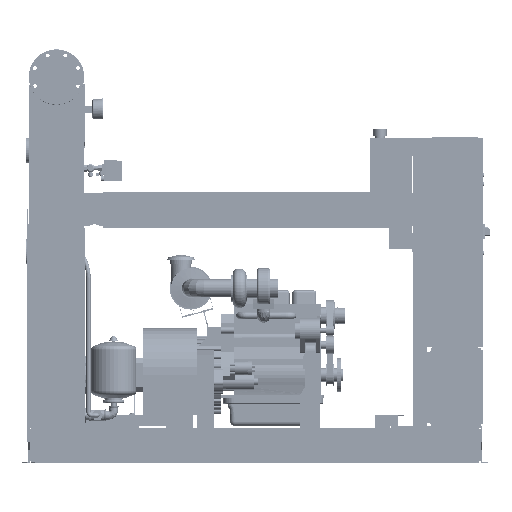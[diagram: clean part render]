
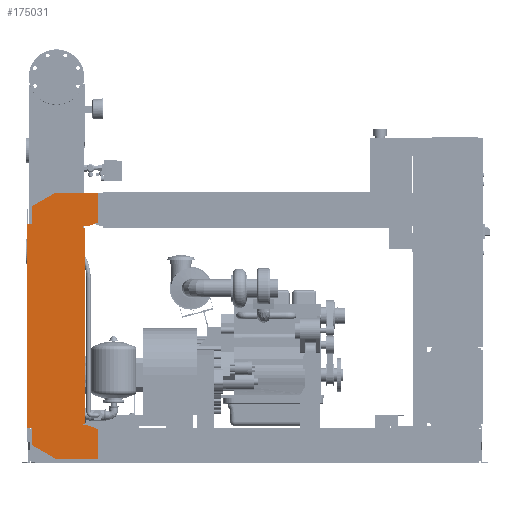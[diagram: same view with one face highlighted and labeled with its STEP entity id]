
A CAD part, front view. The second image highlights one B-rep face of the part: STEP entity #175031.
In plain terms, the highlighted free-form (B-spline) face has degree [1, 1] with [2, 2] control points.
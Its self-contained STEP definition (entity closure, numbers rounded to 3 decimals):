
#174516=CARTESIAN_POINT('',(-111.0,-463.5,1076.0));
#174517=VERTEX_POINT('',#174516);
#174524=CARTESIAN_POINT('',(-111.0,-463.5,1153.378));
#174525=VERTEX_POINT('',#174524);
#174526=CARTESIAN_POINT('',(-111.0,-463.5,1076.0));
#174527=DIRECTION('',(0.0,0.0,1.0));
#174528=VECTOR('',#174527,77.378);
#174529=LINE('',#174526,#174528);
#174530=EDGE_CURVE('',#174517,#174525,#174529,.T.);
#174548=CARTESIAN_POINT('',(-6.0,-463.5,1214.0));
#174549=VERTEX_POINT('',#174548);
#174550=CARTESIAN_POINT('',(-111.0,-463.5,1153.378));
#174551=DIRECTION('',(0.866,0.0,0.5));
#174552=VECTOR('',#174551,121.244);
#174553=LINE('',#174550,#174552);
#174554=EDGE_CURVE('',#174525,#174549,#174553,.T.);
#174572=CARTESIAN_POINT('',(186.0,-463.5,1214.0));
#174573=VERTEX_POINT('',#174572);
#174574=CARTESIAN_POINT('',(-6.0,-463.5,1214.0));
#174575=DIRECTION('',(1.0,0.0,0.0));
#174576=VECTOR('',#174575,192.0);
#174577=LINE('',#174574,#174576);
#174578=EDGE_CURVE('',#174549,#174573,#174577,.T.);
#174596=CARTESIAN_POINT('',(186.,-463.5,1080.379));
#174597=VERTEX_POINT('',#174596);
#174598=CARTESIAN_POINT('',(186.0,-463.5,1214.0));
#174599=DIRECTION('',(0.0,0.0,-1.0));
#174600=VECTOR('',#174599,133.621);
#174601=LINE('',#174598,#174600);
#174602=EDGE_CURVE('',#174573,#174597,#174601,.T.);
#174620=CARTESIAN_POINT('',(141.,-463.5,1064.0));
#174621=VERTEX_POINT('',#174620);
#174622=CARTESIAN_POINT('',(186.,-463.5,1080.379));
#174623=DIRECTION('',(-0.94,0.0,-0.342));
#174624=VECTOR('',#174623,47.888);
#174625=LINE('',#174622,#174624);
#174626=EDGE_CURVE('',#174597,#174621,#174625,.T.);
#174644=CARTESIAN_POINT('',(121.,-463.5,1064.0));
#174645=VERTEX_POINT('',#174644);
#174646=CARTESIAN_POINT('',(141.,-463.5,1064.0));
#174647=DIRECTION('',(-1.0,0.0,0.0));
#174648=VECTOR('',#174647,20.0);
#174649=LINE('',#174646,#174648);
#174650=EDGE_CURVE('',#174621,#174645,#174649,.T.);
#174668=CARTESIAN_POINT('',(121.,-463.5,1056.0));
#174669=VERTEX_POINT('',#174668);
#174670=CARTESIAN_POINT('',(121.,-463.5,1064.0));
#174671=DIRECTION('',(0.0,0.0,-1.0));
#174672=VECTOR('',#174671,8.0);
#174673=LINE('',#174670,#174672);
#174674=EDGE_CURVE('',#174645,#174669,#174673,.T.);
#174692=CARTESIAN_POINT('',(129.,-463.5,1056.0));
#174693=VERTEX_POINT('',#174692);
#174694=CARTESIAN_POINT('',(121.,-463.5,1056.0));
#174695=DIRECTION('',(1.0,0.0,0.0));
#174696=VECTOR('',#174695,8.0);
#174697=LINE('',#174694,#174696);
#174698=EDGE_CURVE('',#174669,#174693,#174697,.T.);
#174716=CARTESIAN_POINT('',(129.,-463.5,176.));
#174717=VERTEX_POINT('',#174716);
#174728=CARTESIAN_POINT('',(129.,-463.5,1056.0));
#174729=DIRECTION('',(0.0,0.0,-1.0));
#174730=VECTOR('',#174729,880.);
#174731=LINE('',#174728,#174730);
#174732=EDGE_CURVE('',#174693,#174717,#174731,.T.);
#174746=CARTESIAN_POINT('',(121.,-463.5,176.));
#174747=VERTEX_POINT('',#174746);
#174748=CARTESIAN_POINT('',(129.,-463.5,176.));
#174749=DIRECTION('',(-1.0,0.0,0.0));
#174750=VECTOR('',#174749,8.0);
#174751=LINE('',#174748,#174750);
#174752=EDGE_CURVE('',#174717,#174747,#174751,.T.);
#174770=CARTESIAN_POINT('',(121.,-463.5,168.));
#174771=VERTEX_POINT('',#174770);
#174772=CARTESIAN_POINT('',(121.,-463.5,176.));
#174773=DIRECTION('',(0.0,0.0,-1.0));
#174774=VECTOR('',#174773,8.0);
#174775=LINE('',#174772,#174774);
#174776=EDGE_CURVE('',#174747,#174771,#174775,.T.);
#174794=CARTESIAN_POINT('',(141.,-463.5,168.));
#174795=VERTEX_POINT('',#174794);
#174796=CARTESIAN_POINT('',(121.,-463.5,168.));
#174797=DIRECTION('',(1.0,0.0,0.0));
#174798=VECTOR('',#174797,20.0);
#174799=LINE('',#174796,#174798);
#174800=EDGE_CURVE('',#174771,#174795,#174799,.T.);
#174818=CARTESIAN_POINT('',(186.,-463.5,151.621));
#174819=VERTEX_POINT('',#174818);
#174820=CARTESIAN_POINT('',(141.,-463.5,168.));
#174821=DIRECTION('',(0.94,0.0,-0.342));
#174822=VECTOR('',#174821,47.888);
#174823=LINE('',#174820,#174822);
#174824=EDGE_CURVE('',#174795,#174819,#174823,.T.);
#174842=CARTESIAN_POINT('',(186.,-463.5,18.0));
#174843=VERTEX_POINT('',#174842);
#174844=CARTESIAN_POINT('',(186.,-463.5,151.621));
#174845=DIRECTION('',(0.0,0.0,-1.0));
#174846=VECTOR('',#174845,133.621);
#174847=LINE('',#174844,#174846);
#174848=EDGE_CURVE('',#174819,#174843,#174847,.T.);
#174866=CARTESIAN_POINT('',(-4.,-463.5,18.0));
#174867=VERTEX_POINT('',#174866);
#174868=CARTESIAN_POINT('',(186.,-463.5,18.0));
#174869=DIRECTION('',(-1.0,0.0,0.0));
#174870=VECTOR('',#174869,190.);
#174871=LINE('',#174868,#174870);
#174872=EDGE_CURVE('',#174843,#174867,#174871,.T.);
#174890=CARTESIAN_POINT('',(-111.,-463.5,79.776));
#174891=VERTEX_POINT('',#174890);
#174892=CARTESIAN_POINT('',(-4.,-463.5,18.0));
#174893=DIRECTION('',(-0.866,0.,0.5));
#174894=VECTOR('',#174893,123.553);
#174895=LINE('',#174892,#174894);
#174896=EDGE_CURVE('',#174867,#174891,#174895,.T.);
#174914=CARTESIAN_POINT('',(-111.,-463.5,156.0));
#174915=VERTEX_POINT('',#174914);
#174916=CARTESIAN_POINT('',(-111.,-463.5,79.776));
#174917=DIRECTION('',(0.0,0.0,1.0));
#174918=VECTOR('',#174917,76.224);
#174919=LINE('',#174916,#174918);
#174920=EDGE_CURVE('',#174891,#174915,#174919,.T.);
#174938=CARTESIAN_POINT('',(-131.,-463.5,156.0));
#174939=VERTEX_POINT('',#174938);
#174940=CARTESIAN_POINT('',(-111.,-463.5,156.0));
#174941=DIRECTION('',(-1.0,0.0,0.0));
#174942=VECTOR('',#174941,20.0);
#174943=LINE('',#174940,#174942);
#174944=EDGE_CURVE('',#174915,#174939,#174943,.T.);
#174962=CARTESIAN_POINT('',(-131.0,-463.5,1076.0));
#174963=VERTEX_POINT('',#174962);
#174976=CARTESIAN_POINT('',(-131.,-463.5,156.0));
#174977=DIRECTION('',(0.0,0.0,1.0));
#174978=VECTOR('',#174977,920.0);
#174979=LINE('',#174976,#174978);
#174980=EDGE_CURVE('',#174939,#174963,#174979,.T.);
#174994=CARTESIAN_POINT('',(-131.0,-463.5,1076.0));
#174995=DIRECTION('',(1.0,0.0,0.0));
#174996=VECTOR('',#174995,20.0);
#174997=LINE('',#174994,#174996);
#174998=EDGE_CURVE('',#174963,#174517,#174997,.T.);
#175004=CARTESIAN_POINT('',(-131.,-463.5,18.0));
#175005=CARTESIAN_POINT('',(186.0,-463.5,18.0));
#175006=CARTESIAN_POINT('',(-131.,-463.5,1214.0));
#175007=CARTESIAN_POINT('',(186.0,-463.5,1214.0));
#175008=B_SPLINE_SURFACE_WITH_KNOTS('',1,1,((#175004,#175006),(#175005,#175007)),.UNSPECIFIED.,.F.,.F.,.U.,(2,2),(2,2),(0.0,317.),(0.0,1196.0),.UNSPECIFIED.);
#175009=ORIENTED_EDGE('',*,*,#174998,.F.);
#175010=ORIENTED_EDGE('',*,*,#174980,.F.);
#175011=ORIENTED_EDGE('',*,*,#174944,.F.);
#175012=ORIENTED_EDGE('',*,*,#174920,.F.);
#175013=ORIENTED_EDGE('',*,*,#174896,.F.);
#175014=ORIENTED_EDGE('',*,*,#174872,.F.);
#175015=ORIENTED_EDGE('',*,*,#174848,.F.);
#175016=ORIENTED_EDGE('',*,*,#174824,.F.);
#175017=ORIENTED_EDGE('',*,*,#174800,.F.);
#175018=ORIENTED_EDGE('',*,*,#174776,.F.);
#175019=ORIENTED_EDGE('',*,*,#174752,.F.);
#175020=ORIENTED_EDGE('',*,*,#174732,.F.);
#175021=ORIENTED_EDGE('',*,*,#174698,.F.);
#175022=ORIENTED_EDGE('',*,*,#174674,.F.);
#175023=ORIENTED_EDGE('',*,*,#174650,.F.);
#175024=ORIENTED_EDGE('',*,*,#174626,.F.);
#175025=ORIENTED_EDGE('',*,*,#174602,.F.);
#175026=ORIENTED_EDGE('',*,*,#174578,.F.);
#175027=ORIENTED_EDGE('',*,*,#174554,.F.);
#175028=ORIENTED_EDGE('',*,*,#174530,.F.);
#175029=EDGE_LOOP('',(#175009,#175010,#175011,#175012,#175013,#175014,#175015,#175016,#175017,#175018,#175019,#175020,#175021,#175022,#175023,#175024,#175025,#175026,#175027,#175028));
#175030=FACE_OUTER_BOUND('',#175029,.T.);
#175031=ADVANCED_FACE('',(#175030),#175008,.T.);
